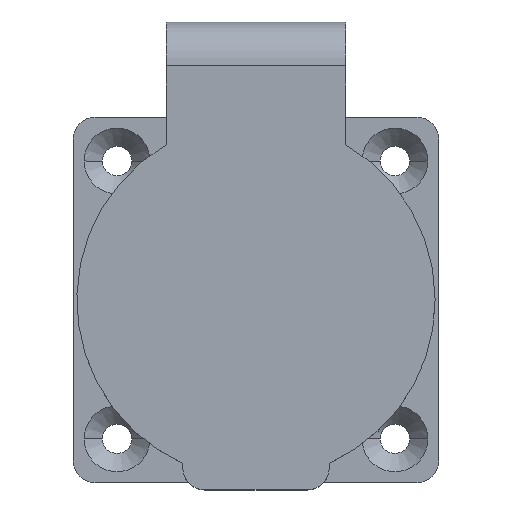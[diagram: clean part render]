
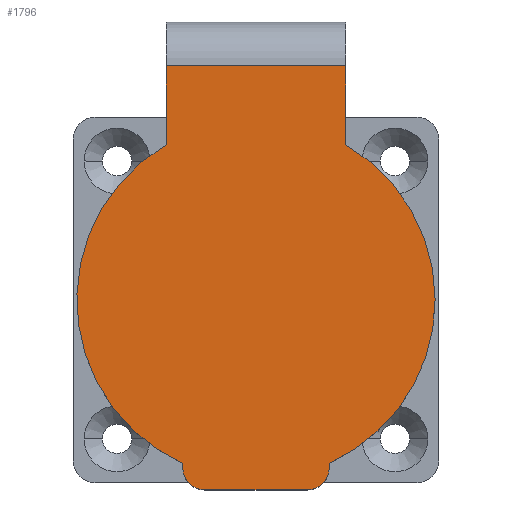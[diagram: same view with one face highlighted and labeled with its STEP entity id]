
A CAD part, top view. The second image highlights one B-rep face of the part: STEP entity #1796.
In plain terms, the highlighted planar face has unit normal (0, 0, 1).
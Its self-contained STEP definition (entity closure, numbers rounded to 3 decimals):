
#4 = VERTEX_POINT ( 'NONE', #1388 ) ;
#14 = CIRCLE ( 'NONE', #1221, 3. ) ;
#26 = VERTEX_POINT ( 'NONE', #1746 ) ;
#61 = CARTESIAN_POINT ( 'NONE',  ( 7., -26., 14. ) ) ;
#126 = CARTESIAN_POINT ( 'NONE',  ( 12.25, -22., 14. ) ) ;
#136 = EDGE_CURVE ( 'NONE', #656, #1607, #248, .T. ) ;
#165 = CARTESIAN_POINT ( 'NONE',  ( 10., -23., 14. ) ) ;
#200 = CARTESIAN_POINT ( 'NONE',  ( -10., -22.366, 14. ) ) ;
#203 = ORIENTED_EDGE ( 'NONE', *, *, #765, .T. ) ;
#213 = DIRECTION ( 'NONE',  ( 0., -1., 0. ) ) ;
#221 = CIRCLE ( 'NONE', #1616, 24.5 ) ;
#225 = VERTEX_POINT ( 'NONE', #165 ) ;
#240 = CARTESIAN_POINT ( 'NONE',  ( 10., -22.366, 14. ) ) ;
#248 = LINE ( 'NONE', #901, #1721 ) ;
#270 = CARTESIAN_POINT ( 'NONE',  ( -7., -23., 14. ) ) ;
#296 = CARTESIAN_POINT ( 'NONE',  ( -7., -26., 14. ) ) ;
#316 = AXIS2_PLACEMENT_3D ( 'NONE', #324, #2034, #1881 ) ;
#324 = CARTESIAN_POINT ( 'NONE',  ( 0., 0., 14. ) ) ;
#329 = VERTEX_POINT ( 'NONE', #61 ) ;
#345 = CARTESIAN_POINT ( 'NONE',  ( -12.25, 21.218, 14. ) ) ;
#364 = LINE ( 'NONE', #1676, #979 ) ;
#390 = VERTEX_POINT ( 'NONE', #1041 ) ;
#493 = CARTESIAN_POINT ( 'NONE',  ( 7., -23., 14. ) ) ;
#554 = ORIENTED_EDGE ( 'NONE', *, *, #966, .F. ) ;
#556 = ORIENTED_EDGE ( 'NONE', *, *, #1710, .T. ) ;
#605 = CARTESIAN_POINT ( 'NONE',  ( 0., 0., 14. ) ) ;
#643 = DIRECTION ( 'NONE',  ( -1., 0., 0. ) ) ;
#656 = VERTEX_POINT ( 'NONE', #345 ) ;
#658 = AXIS2_PLACEMENT_3D ( 'NONE', #2109, #2095, #643 ) ;
#717 = ORIENTED_EDGE ( 'NONE', *, *, #1025, .T. ) ;
#730 = ORIENTED_EDGE ( 'NONE', *, *, #2126, .T. ) ;
#742 = ORIENTED_EDGE ( 'NONE', *, *, #136, .F. ) ;
#760 = DIRECTION ( 'NONE',  ( 1., 0., 0. ) ) ;
#765 = EDGE_CURVE ( 'NONE', #2043, #390, #1302, .T. ) ;
#816 = ORIENTED_EDGE ( 'NONE', *, *, #1942, .T. ) ;
#837 = CARTESIAN_POINT ( 'NONE',  ( -10., -23., 14. ) ) ;
#876 = DIRECTION ( 'NONE',  ( 0., 1., 0. ) ) ;
#901 = CARTESIAN_POINT ( 'NONE',  ( -12.25, -22., 14. ) ) ;
#926 = LINE ( 'NONE', #296, #1255 ) ;
#930 = EDGE_CURVE ( 'NONE', #26, #329, #926, .T. ) ;
#966 = EDGE_CURVE ( 'NONE', #1514, #4, #1729, .T. ) ;
#979 = VECTOR ( 'NONE', #213, 1000. ) ;
#1025 = EDGE_CURVE ( 'NONE', #1080, #26, #1625, .T. ) ;
#1031 = CARTESIAN_POINT ( 'NONE',  ( 10., -22.366, 14. ) ) ;
#1041 = CARTESIAN_POINT ( 'NONE',  ( 24.5, 0., 14. ) ) ;
#1048 = EDGE_CURVE ( 'NONE', #329, #225, #14, .T. ) ;
#1080 = VERTEX_POINT ( 'NONE', #837 ) ;
#1085 = LINE ( 'NONE', #1736, #1650 ) ;
#1109 = DIRECTION ( 'NONE',  ( 1., 0., 0. ) ) ;
#1143 = FACE_OUTER_BOUND ( 'NONE', #1413, .T. ) ;
#1221 = AXIS2_PLACEMENT_3D ( 'NONE', #493, #1306, #1960 ) ;
#1255 = VECTOR ( 'NONE', #1109, 1000. ) ;
#1302 = CIRCLE ( 'NONE', #316, 24.5 ) ;
#1306 = DIRECTION ( 'NONE',  ( 0., 0., 1. ) ) ;
#1312 = CARTESIAN_POINT ( 'NONE',  ( 12.25, 32., 14. ) ) ;
#1357 = VECTOR ( 'NONE', #876, 1000. ) ;
#1387 = CARTESIAN_POINT ( 'NONE',  ( 0., 0., 14. ) ) ;
#1388 = CARTESIAN_POINT ( 'NONE',  ( 12.25, 21.218, 14. ) ) ;
#1410 = DIRECTION ( 'NONE',  ( 0., -1., 0. ) ) ;
#1413 = EDGE_LOOP ( 'NONE', ( #742, #1837, #2116, #717, #1501, #1670, #556, #203, #816, #554, #730 ) ) ;
#1464 = CARTESIAN_POINT ( 'NONE',  ( -12.25, 32., 14. ) ) ;
#1501 = ORIENTED_EDGE ( 'NONE', *, *, #930, .T. ) ;
#1514 = VERTEX_POINT ( 'NONE', #1312 ) ;
#1562 = CIRCLE ( 'NONE', #1903, 24.5 ) ;
#1567 = DIRECTION ( 'NONE',  ( 0., 1., 0. ) ) ;
#1577 = DIRECTION ( 'NONE',  ( 1., 0., 0. ) ) ;
#1596 = VECTOR ( 'NONE', #1410, 1000. ) ;
#1607 = VERTEX_POINT ( 'NONE', #1464 ) ;
#1616 = AXIS2_PLACEMENT_3D ( 'NONE', #605, #1897, #1577 ) ;
#1625 = CIRCLE ( 'NONE', #1834, 3. ) ;
#1631 = VERTEX_POINT ( 'NONE', #200 ) ;
#1650 = VECTOR ( 'NONE', #1886, 1000. ) ;
#1670 = ORIENTED_EDGE ( 'NONE', *, *, #1048, .T. ) ;
#1676 = CARTESIAN_POINT ( 'NONE',  ( -10., -22.366, 14. ) ) ;
#1678 = DIRECTION ( 'NONE',  ( 1., 0., 0. ) ) ;
#1710 = EDGE_CURVE ( 'NONE', #225, #2043, #2027, .T. ) ;
#1721 = VECTOR ( 'NONE', #1567, 1000. ) ;
#1729 = LINE ( 'NONE', #126, #1596 ) ;
#1736 = CARTESIAN_POINT ( 'NONE',  ( -12.25, 32., 14. ) ) ;
#1746 = CARTESIAN_POINT ( 'NONE',  ( -7., -26., 14. ) ) ;
#1749 = DIRECTION ( 'NONE',  ( 0., 0., 1. ) ) ;
#1761 = EDGE_CURVE ( 'NONE', #1631, #1080, #364, .T. ) ;
#1796 = ADVANCED_FACE ( 'NONE', ( #1143 ), #1947, .F. ) ;
#1834 = AXIS2_PLACEMENT_3D ( 'NONE', #270, #1749, #760 ) ;
#1837 = ORIENTED_EDGE ( 'NONE', *, *, #2063, .T. ) ;
#1841 = DIRECTION ( 'NONE',  ( 0., 0., 1. ) ) ;
#1881 = DIRECTION ( 'NONE',  ( 1., 0., 0. ) ) ;
#1886 = DIRECTION ( 'NONE',  ( -1., 0., 0. ) ) ;
#1897 = DIRECTION ( 'NONE',  ( 0., 0., 1. ) ) ;
#1903 = AXIS2_PLACEMENT_3D ( 'NONE', #1387, #1841, #1678 ) ;
#1942 = EDGE_CURVE ( 'NONE', #390, #4, #1562, .T. ) ;
#1947 = PLANE ( 'NONE',  #658 ) ;
#1960 = DIRECTION ( 'NONE',  ( 1., 0., 0. ) ) ;
#2027 = LINE ( 'NONE', #1031, #1357 ) ;
#2034 = DIRECTION ( 'NONE',  ( 0., 0., 1. ) ) ;
#2043 = VERTEX_POINT ( 'NONE', #240 ) ;
#2063 = EDGE_CURVE ( 'NONE', #656, #1631, #221, .T. ) ;
#2095 = DIRECTION ( 'NONE',  ( 0., 0., -1. ) ) ;
#2109 = CARTESIAN_POINT ( 'NONE',  ( 0., 0., 14. ) ) ;
#2116 = ORIENTED_EDGE ( 'NONE', *, *, #1761, .T. ) ;
#2126 = EDGE_CURVE ( 'NONE', #1514, #1607, #1085, .T. ) ;
